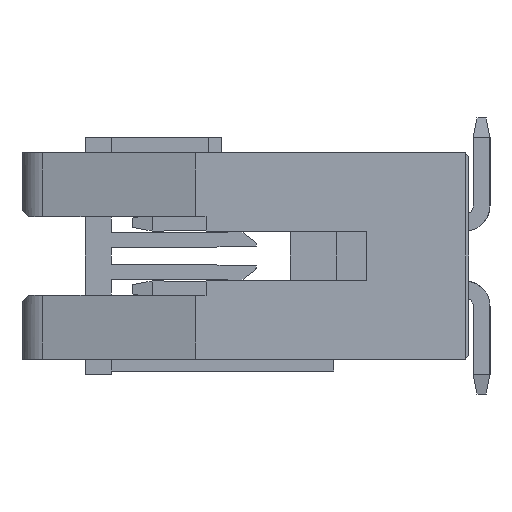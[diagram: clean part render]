
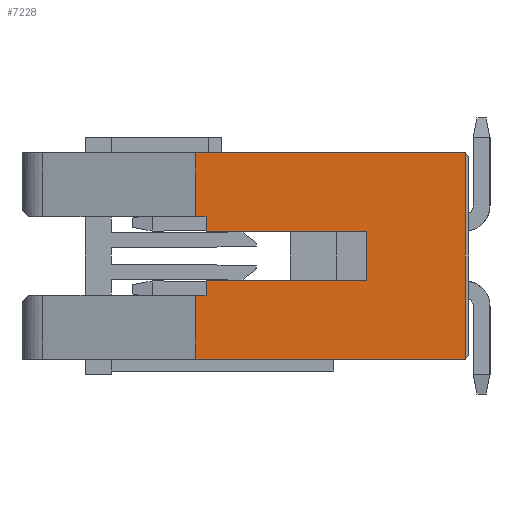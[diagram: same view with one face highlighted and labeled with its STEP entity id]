
A CAD part, left-side view. The second image highlights one B-rep face of the part: STEP entity #7228.
In plain terms, the highlighted planar face has unit normal (-1, 0, 0).
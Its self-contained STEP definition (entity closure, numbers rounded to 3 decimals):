
#1766=CARTESIAN_POINT('',(12.7,1.65,-0.03));
#1767=VERTEX_POINT('',#1766);
#4110=CARTESIAN_POINT('',(12.7,1.65,-7.88));
#4111=VERTEX_POINT('',#4110);
#5009=CARTESIAN_POINT('',(12.7,5.4,-4.905));
#5010=VERTEX_POINT('',#5009);
#5020=CARTESIAN_POINT('',(12.7,5.4,-3.005));
#5021=VERTEX_POINT('',#5020);
#5022=CARTESIAN_POINT('',(12.7,5.4,-4.905));
#5023=CARTESIAN_POINT('',(12.7,5.4,-4.525));
#5024=CARTESIAN_POINT('',(12.7,5.4,-4.145));
#5025=CARTESIAN_POINT('',(12.7,5.4,-3.765));
#5026=CARTESIAN_POINT('',(12.7,5.4,-3.385));
#5027=CARTESIAN_POINT('',(12.7,5.4,-3.005));
#5028=B_SPLINE_CURVE_WITH_KNOTS('',5,(#5022,#5023,#5024,#5025,#5026,#5027),.UNSPECIFIED.,.F.,.U.,(6,6),(0.,1.9),.UNSPECIFIED.);
#5029=EDGE_CURVE('',#5010,#5021,#5028,.T.);
#5148=CARTESIAN_POINT('',(12.7,11.5,-4.905));
#5149=VERTEX_POINT('',#5148);
#5159=CARTESIAN_POINT('',(12.7,11.5,-4.905));
#5160=CARTESIAN_POINT('',(12.7,10.28,-4.905));
#5161=CARTESIAN_POINT('',(12.7,9.06,-4.905));
#5162=CARTESIAN_POINT('',(12.7,7.84,-4.905));
#5163=CARTESIAN_POINT('',(12.7,6.62,-4.905));
#5164=CARTESIAN_POINT('',(12.7,5.4,-4.905));
#5165=B_SPLINE_CURVE_WITH_KNOTS('',5,(#5159,#5160,#5161,#5162,#5163,#5164),.UNSPECIFIED.,.F.,.U.,(6,6),(0.,6.1),.UNSPECIFIED.);
#5166=EDGE_CURVE('',#5149,#5010,#5165,.T.);
#5187=CARTESIAN_POINT('',(12.7,11.5,-5.455));
#5188=VERTEX_POINT('',#5187);
#5195=CARTESIAN_POINT('',(12.7,11.5,-5.455));
#5196=CARTESIAN_POINT('',(12.7,11.5,-5.345));
#5197=CARTESIAN_POINT('',(12.7,11.5,-5.235));
#5198=CARTESIAN_POINT('',(12.7,11.5,-5.125));
#5199=CARTESIAN_POINT('',(12.7,11.5,-5.015));
#5200=CARTESIAN_POINT('',(12.7,11.5,-4.905));
#5201=B_SPLINE_CURVE_WITH_KNOTS('',5,(#5195,#5196,#5197,#5198,#5199,#5200),.UNSPECIFIED.,.F.,.U.,(6,6),(0.,0.55),.UNSPECIFIED.);
#5202=EDGE_CURVE('',#5188,#5149,#5201,.T.);
#5213=CARTESIAN_POINT('',(12.7,11.9,-5.455));
#5214=VERTEX_POINT('',#5213);
#5231=CARTESIAN_POINT('',(12.7,11.9,-7.88));
#5232=VERTEX_POINT('',#5231);
#5239=CARTESIAN_POINT('',(12.7,11.9,-7.88));
#5240=DIRECTION('',(0.,0.,1.));
#5241=VECTOR('',#5240,2.425);
#5242=LINE('',#5239,#5241);
#5243=EDGE_CURVE('',#5232,#5214,#5242,.T.);
#5264=CARTESIAN_POINT('',(12.7,1.65,-0.03));
#5265=CARTESIAN_POINT('',(12.7,1.65,-1.6));
#5266=CARTESIAN_POINT('',(12.7,1.65,-3.17));
#5267=CARTESIAN_POINT('',(12.7,1.65,-4.74));
#5268=CARTESIAN_POINT('',(12.7,1.65,-6.31));
#5269=CARTESIAN_POINT('',(12.7,1.65,-7.88));
#5270=B_SPLINE_CURVE_WITH_KNOTS('',5,(#5264,#5265,#5266,#5267,#5268,#5269),.UNSPECIFIED.,.F.,.U.,(6,6),(0.,7.85),.UNSPECIFIED.);
#5271=EDGE_CURVE('',#1767,#4111,#5270,.T.);
#5281=CARTESIAN_POINT('',(12.7,11.5,-3.005));
#5282=VERTEX_POINT('',#5281);
#5283=CARTESIAN_POINT('',(12.7,11.5,-2.455));
#5284=VERTEX_POINT('',#5283);
#5285=CARTESIAN_POINT('',(12.7,11.5,-3.005));
#5286=CARTESIAN_POINT('',(12.7,11.5,-2.895));
#5287=CARTESIAN_POINT('',(12.7,11.5,-2.785));
#5288=CARTESIAN_POINT('',(12.7,11.5,-2.675));
#5289=CARTESIAN_POINT('',(12.7,11.5,-2.565));
#5290=CARTESIAN_POINT('',(12.7,11.5,-2.455));
#5291=B_SPLINE_CURVE_WITH_KNOTS('',5,(#5285,#5286,#5287,#5288,#5289,#5290),.UNSPECIFIED.,.F.,.U.,(6,6),(0.,0.55),.UNSPECIFIED.);
#5292=EDGE_CURVE('',#5282,#5284,#5291,.T.);
#5352=CARTESIAN_POINT('',(12.7,5.4,-3.005));
#5353=CARTESIAN_POINT('',(12.7,6.62,-3.005));
#5354=CARTESIAN_POINT('',(12.7,7.84,-3.005));
#5355=CARTESIAN_POINT('',(12.7,9.06,-3.005));
#5356=CARTESIAN_POINT('',(12.7,10.28,-3.005));
#5357=CARTESIAN_POINT('',(12.7,11.5,-3.005));
#5358=B_SPLINE_CURVE_WITH_KNOTS('',5,(#5352,#5353,#5354,#5355,#5356,#5357),.UNSPECIFIED.,.F.,.U.,(6,6),(0.,6.1),.UNSPECIFIED.);
#5359=EDGE_CURVE('',#5021,#5282,#5358,.T.);
#7177=CARTESIAN_POINT('',(12.7,6.878,-4.18));
#7178=DIRECTION('',(0.,-1.,0.));
#7179=DIRECTION('',(-1.,0.,0.));
#7180=AXIS2_PLACEMENT_3D('',#7177,#7179,#7178);
#7181=PLANE('',#7180);
#7182=ORIENTED_EDGE('',*,*,#5292,.F.);
#7183=ORIENTED_EDGE('',*,*,#5359,.F.);
#7184=ORIENTED_EDGE('',*,*,#5029,.F.);
#7185=ORIENTED_EDGE('',*,*,#5166,.F.);
#7186=ORIENTED_EDGE('',*,*,#5202,.F.);
#7187=CARTESIAN_POINT('',(12.7,11.5,-5.455));
#7188=DIRECTION('',(0.,1.,0.));
#7189=VECTOR('',#7188,0.4);
#7190=LINE('',#7187,#7189);
#7191=EDGE_CURVE('',#5188,#5214,#7190,.T.);
#7192=ORIENTED_EDGE('',*,*,#7191,.T.);
#7193=ORIENTED_EDGE('',*,*,#5243,.F.);
#7194=CARTESIAN_POINT('',(12.7,11.9,-7.88));
#7195=CARTESIAN_POINT('',(12.7,9.85,-7.88));
#7196=CARTESIAN_POINT('',(12.7,7.8,-7.88));
#7197=CARTESIAN_POINT('',(12.7,5.75,-7.88));
#7198=CARTESIAN_POINT('',(12.7,3.7,-7.88));
#7199=CARTESIAN_POINT('',(12.7,1.65,-7.88));
#7200=B_SPLINE_CURVE_WITH_KNOTS('',5,(#7194,#7195,#7196,#7197,#7198,#7199),.UNSPECIFIED.,.F.,.U.,(6,6),(0.,0.414),.UNSPECIFIED.);
#7201=EDGE_CURVE('',#5232,#4111,#7200,.T.);
#7202=ORIENTED_EDGE('',*,*,#7201,.T.);
#7203=ORIENTED_EDGE('',*,*,#5271,.F.);
#7204=CARTESIAN_POINT('',(12.7,11.9,-0.03));
#7205=VERTEX_POINT('',#7204);
#7206=CARTESIAN_POINT('',(12.7,1.65,-0.03));
#7207=DIRECTION('',(0.,1.,0.));
#7208=VECTOR('',#7207,10.25);
#7209=LINE('',#7206,#7208);
#7210=EDGE_CURVE('',#1767,#7205,#7209,.T.);
#7211=ORIENTED_EDGE('',*,*,#7210,.T.);
#7212=CARTESIAN_POINT('',(12.7,11.9,-2.455));
#7213=VERTEX_POINT('',#7212);
#7214=CARTESIAN_POINT('',(12.7,11.9,-0.03));
#7215=DIRECTION('',(0.,0.,-1.));
#7216=VECTOR('',#7215,2.425);
#7217=LINE('',#7214,#7216);
#7218=EDGE_CURVE('',#7205,#7213,#7217,.T.);
#7219=ORIENTED_EDGE('',*,*,#7218,.T.);
#7220=CARTESIAN_POINT('',(12.7,11.9,-2.455));
#7221=DIRECTION('',(0.,-1.,0.));
#7222=VECTOR('',#7221,0.4);
#7223=LINE('',#7220,#7222);
#7224=EDGE_CURVE('',#7213,#5284,#7223,.T.);
#7225=ORIENTED_EDGE('',*,*,#7224,.T.);
#7226=EDGE_LOOP('',(#7182,#7183,#7184,#7185,#7186,#7192,#7193,#7202,#7203,#7211,#7219,#7225));
#7227=FACE_OUTER_BOUND('',#7226,.T.);
#7228=ADVANCED_FACE('',(#7227),#7181,.T.);
